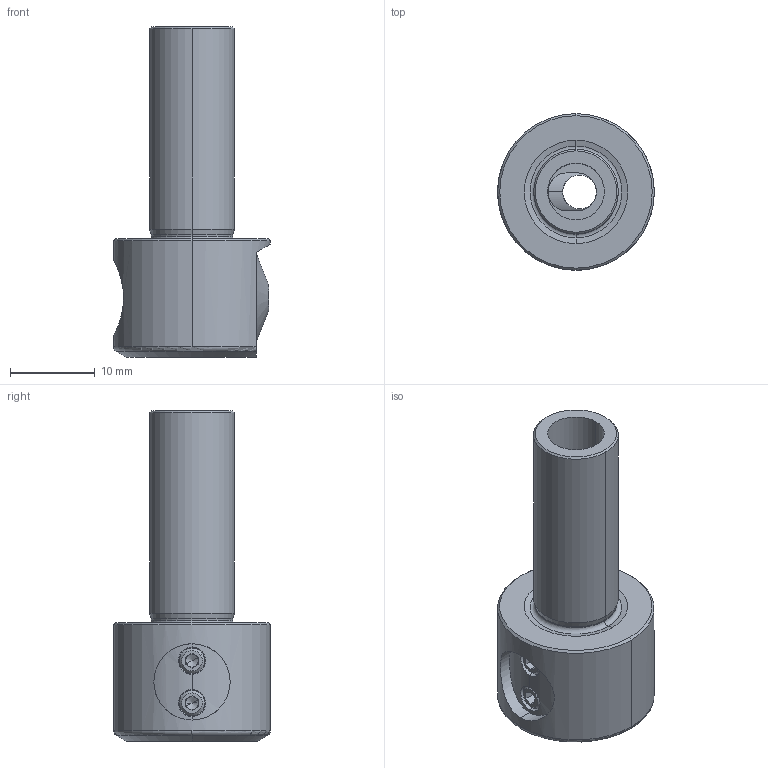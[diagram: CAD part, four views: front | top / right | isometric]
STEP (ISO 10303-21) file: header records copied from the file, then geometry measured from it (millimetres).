
FILE_DESCRIPTION(('no description'),'unknown implementation level');
FILE_NAME('18AB8ABB-F7E2-4AB5-BB05-A6E1F7AC3460_export.stp',' ',('CIMSOURCE GmbH'),('CADClick - KiM GmbH - www.kimweb.de'),'unknown preprocess','ACIS','unknown authorization');
FILE_SCHEMA(('automotive_design'));
Length unit declared in the file: millimetre
Products named in the file (4): 112.504 Kaiser metr. EWN 04-7x�10|690.538 Kaiser ETL M3 X 6;Schnitt-Linear austragen1; 112.504 Kaiser metr. EWN 04-7x�10|195.067 Kaiser Werkzeugtr�ger EWN 04-7xCK1;Spiegeln1; 112.504 Kaiser metr. EWN 04-7x�10|195.068 Kaiser Werkzeugk�rper EWN 04-7x�10;<195.068 Norm �10 Zapfen>-<Schleifen Aussen-� und Fase>
Bounding box: 18.5 x 18.5 x 39 mm (x, y, z)
Volume: 4348.6 mm3; surface area: 3917.1 mm2
Topology: 4 solids, 4 shells, 122 faces, 287 edges, 169 vertices
Faces by surface type: plane 49, cylinder 39, cone 28, torus 6
Entity records: 7299 total; most frequent: CARTESIAN_POINT 1167, DIRECTION 607, STYLED_ITEM 578, PRESENTATION_STYLE_ASSIGNMENT 578, COLOUR_RGB 578, ORIENTED_EDGE 566, EDGE_CURVE 283, CURVE_STYLE 283
